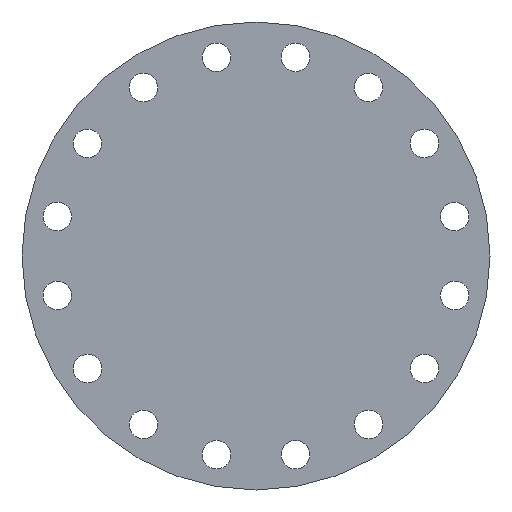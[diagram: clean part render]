
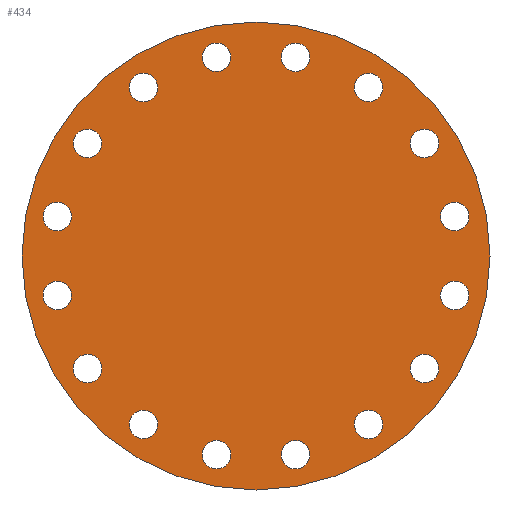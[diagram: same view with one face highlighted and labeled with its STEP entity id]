
A CAD part, front view. The second image highlights one B-rep face of the part: STEP entity #434.
In plain terms, the highlighted planar face has unit normal (0, -1, 0).
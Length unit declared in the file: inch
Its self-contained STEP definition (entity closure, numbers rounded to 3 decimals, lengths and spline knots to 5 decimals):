
#32=FACE_BOUND('',#110,.T.);
#33=FACE_BOUND('',#111,.T.);
#34=FACE_BOUND('',#112,.T.);
#35=FACE_BOUND('',#113,.T.);
#36=FACE_BOUND('',#114,.T.);
#37=FACE_BOUND('',#115,.T.);
#38=FACE_BOUND('',#116,.T.);
#39=FACE_BOUND('',#117,.T.);
#40=FACE_BOUND('',#118,.T.);
#41=FACE_BOUND('',#119,.T.);
#42=FACE_BOUND('',#120,.T.);
#43=FACE_BOUND('',#121,.T.);
#44=FACE_BOUND('',#122,.T.);
#45=FACE_BOUND('',#123,.T.);
#46=FACE_BOUND('',#124,.T.);
#47=FACE_BOUND('',#125,.T.);
#50=PLANE('',#513);
#71=FACE_OUTER_BOUND('',#109,.T.);
#109=EDGE_LOOP('',(#379));
#110=EDGE_LOOP('',(#380));
#111=EDGE_LOOP('',(#381));
#112=EDGE_LOOP('',(#382));
#113=EDGE_LOOP('',(#383));
#114=EDGE_LOOP('',(#384));
#115=EDGE_LOOP('',(#385));
#116=EDGE_LOOP('',(#386));
#117=EDGE_LOOP('',(#387));
#118=EDGE_LOOP('',(#388));
#119=EDGE_LOOP('',(#389));
#120=EDGE_LOOP('',(#390));
#121=EDGE_LOOP('',(#391));
#122=EDGE_LOOP('',(#392));
#123=EDGE_LOOP('',(#393));
#124=EDGE_LOOP('',(#394));
#125=EDGE_LOOP('',(#395));
#163=CIRCLE('',#459,0.625);
#165=CIRCLE('',#462,0.625);
#167=CIRCLE('',#465,0.625);
#169=CIRCLE('',#468,0.625);
#171=CIRCLE('',#471,0.625);
#173=CIRCLE('',#474,0.625);
#175=CIRCLE('',#477,0.625);
#177=CIRCLE('',#480,0.625);
#179=CIRCLE('',#483,0.625);
#181=CIRCLE('',#486,0.625);
#183=CIRCLE('',#489,0.625);
#185=CIRCLE('',#492,0.625);
#187=CIRCLE('',#495,0.625);
#189=CIRCLE('',#498,0.625);
#191=CIRCLE('',#501,0.625);
#193=CIRCLE('',#504,0.625);
#195=CIRCLE('',#507,10.25);
#199=VERTEX_POINT('',#652);
#201=VERTEX_POINT('',#658);
#203=VERTEX_POINT('',#664);
#205=VERTEX_POINT('',#670);
#207=VERTEX_POINT('',#676);
#209=VERTEX_POINT('',#682);
#211=VERTEX_POINT('',#688);
#213=VERTEX_POINT('',#694);
#215=VERTEX_POINT('',#700);
#217=VERTEX_POINT('',#706);
#219=VERTEX_POINT('',#712);
#221=VERTEX_POINT('',#718);
#223=VERTEX_POINT('',#724);
#225=VERTEX_POINT('',#730);
#227=VERTEX_POINT('',#736);
#229=VERTEX_POINT('',#742);
#231=VERTEX_POINT('',#748);
#236=EDGE_CURVE('',#199,#199,#163,.T.);
#239=EDGE_CURVE('',#201,#201,#165,.T.);
#242=EDGE_CURVE('',#203,#203,#167,.T.);
#245=EDGE_CURVE('',#205,#205,#169,.T.);
#248=EDGE_CURVE('',#207,#207,#171,.T.);
#251=EDGE_CURVE('',#209,#209,#173,.T.);
#254=EDGE_CURVE('',#211,#211,#175,.T.);
#257=EDGE_CURVE('',#213,#213,#177,.T.);
#260=EDGE_CURVE('',#215,#215,#179,.T.);
#263=EDGE_CURVE('',#217,#217,#181,.T.);
#266=EDGE_CURVE('',#219,#219,#183,.T.);
#269=EDGE_CURVE('',#221,#221,#185,.T.);
#272=EDGE_CURVE('',#223,#223,#187,.T.);
#275=EDGE_CURVE('',#225,#225,#189,.T.);
#278=EDGE_CURVE('',#227,#227,#191,.T.);
#281=EDGE_CURVE('',#229,#229,#193,.T.);
#284=EDGE_CURVE('',#231,#231,#195,.T.);
#379=ORIENTED_EDGE('',*,*,#284,.F.);
#380=ORIENTED_EDGE('',*,*,#236,.T.);
#381=ORIENTED_EDGE('',*,*,#239,.T.);
#382=ORIENTED_EDGE('',*,*,#242,.T.);
#383=ORIENTED_EDGE('',*,*,#245,.T.);
#384=ORIENTED_EDGE('',*,*,#248,.T.);
#385=ORIENTED_EDGE('',*,*,#251,.T.);
#386=ORIENTED_EDGE('',*,*,#254,.T.);
#387=ORIENTED_EDGE('',*,*,#257,.T.);
#388=ORIENTED_EDGE('',*,*,#260,.T.);
#389=ORIENTED_EDGE('',*,*,#263,.T.);
#390=ORIENTED_EDGE('',*,*,#266,.T.);
#391=ORIENTED_EDGE('',*,*,#269,.T.);
#392=ORIENTED_EDGE('',*,*,#272,.T.);
#393=ORIENTED_EDGE('',*,*,#275,.T.);
#394=ORIENTED_EDGE('',*,*,#278,.T.);
#395=ORIENTED_EDGE('',*,*,#281,.T.);
#434=ADVANCED_FACE('',(#71,#32,#33,#34,#35,#36,#37,#38,#39,#40,#41,#42,
#43,#44,#45,#46,#47),#50,.T.);
#459=AXIS2_PLACEMENT_3D('',#654,#521,#522);
#462=AXIS2_PLACEMENT_3D('',#660,#528,#529);
#465=AXIS2_PLACEMENT_3D('',#666,#535,#536);
#468=AXIS2_PLACEMENT_3D('',#672,#542,#543);
#471=AXIS2_PLACEMENT_3D('',#678,#549,#550);
#474=AXIS2_PLACEMENT_3D('',#684,#556,#557);
#477=AXIS2_PLACEMENT_3D('',#690,#563,#564);
#480=AXIS2_PLACEMENT_3D('',#696,#570,#571);
#483=AXIS2_PLACEMENT_3D('',#702,#577,#578);
#486=AXIS2_PLACEMENT_3D('',#708,#584,#585);
#489=AXIS2_PLACEMENT_3D('',#714,#591,#592);
#492=AXIS2_PLACEMENT_3D('',#720,#598,#599);
#495=AXIS2_PLACEMENT_3D('',#726,#605,#606);
#498=AXIS2_PLACEMENT_3D('',#732,#612,#613);
#501=AXIS2_PLACEMENT_3D('',#738,#619,#620);
#504=AXIS2_PLACEMENT_3D('',#744,#626,#627);
#507=AXIS2_PLACEMENT_3D('',#750,#633,#634);
#513=AXIS2_PLACEMENT_3D('',#759,#646,#647);
#521=DIRECTION('center_axis',(0.,1.,0.));
#522=DIRECTION('ref_axis',(0.924,0.,0.383));
#528=DIRECTION('center_axis',(0.,1.,0.));
#529=DIRECTION('ref_axis',(0.707,0.,0.707));
#535=DIRECTION('center_axis',(0.,1.,0.));
#536=DIRECTION('ref_axis',(0.383,0.,0.924));
#542=DIRECTION('center_axis',(0.,1.,0.));
#543=DIRECTION('ref_axis',(0.,0.,1.));
#549=DIRECTION('center_axis',(0.,1.,0.));
#550=DIRECTION('ref_axis',(-0.383,0.,0.924));
#556=DIRECTION('center_axis',(0.,1.,0.));
#557=DIRECTION('ref_axis',(-0.707,0.,0.707));
#563=DIRECTION('center_axis',(0.,1.,0.));
#564=DIRECTION('ref_axis',(-0.924,0.,0.383));
#570=DIRECTION('center_axis',(0.,1.,0.));
#571=DIRECTION('ref_axis',(-1.,0.,0.));
#577=DIRECTION('center_axis',(0.,1.,0.));
#578=DIRECTION('ref_axis',(-0.924,0.,-0.383));
#584=DIRECTION('center_axis',(0.,1.,0.));
#585=DIRECTION('ref_axis',(-0.707,0.,-0.707));
#591=DIRECTION('center_axis',(0.,1.,0.));
#592=DIRECTION('ref_axis',(-0.383,0.,-0.924));
#598=DIRECTION('center_axis',(0.,1.,0.));
#599=DIRECTION('ref_axis',(0.,0.,-1.));
#605=DIRECTION('center_axis',(0.,1.,0.));
#606=DIRECTION('ref_axis',(0.383,0.,-0.924));
#612=DIRECTION('center_axis',(0.,1.,0.));
#613=DIRECTION('ref_axis',(0.707,0.,-0.707));
#619=DIRECTION('center_axis',(0.,1.,0.));
#620=DIRECTION('ref_axis',(0.924,0.,-0.383));
#626=DIRECTION('center_axis',(0.,1.,0.));
#627=DIRECTION('ref_axis',(1.,0.,0.));
#633=DIRECTION('center_axis',(0.,1.,0.));
#634=DIRECTION('ref_axis',(1.,0.,0.));
#646=DIRECTION('center_axis',(0.,-1.,0.));
#647=DIRECTION('ref_axis',(0.,0.,-1.));
#652=CARTESIAN_POINT('',(4.35326,0.,-7.61847));
#654=CARTESIAN_POINT('Origin',(4.93069,0.,-7.37929));
#658=CARTESIAN_POINT('',(6.93735,0.,-5.37263));
#660=CARTESIAN_POINT('Origin',(7.37929,0.,-4.93069));
#664=CARTESIAN_POINT('',(8.46529,0.,-2.30885));
#666=CARTESIAN_POINT('Origin',(8.70447,0.,-1.73143));
#670=CARTESIAN_POINT('',(8.70447,0.,1.10643));
#672=CARTESIAN_POINT('Origin',(8.70447,0.,1.73143));
#676=CARTESIAN_POINT('',(7.61847,0.,4.35326));
#678=CARTESIAN_POINT('Origin',(7.37929,0.,4.93069));
#682=CARTESIAN_POINT('',(5.37263,0.,6.93735));
#684=CARTESIAN_POINT('Origin',(4.93069,0.,7.37929));
#688=CARTESIAN_POINT('',(2.30885,0.,8.46529));
#690=CARTESIAN_POINT('Origin',(1.73143,0.,8.70447));
#694=CARTESIAN_POINT('',(-1.10643,0.,8.70447));
#696=CARTESIAN_POINT('Origin',(-1.73143,0.,8.70447));
#700=CARTESIAN_POINT('',(-4.35326,0.,7.61847));
#702=CARTESIAN_POINT('Origin',(-4.93069,0.,7.37929));
#706=CARTESIAN_POINT('',(-6.93735,0.,5.37263));
#708=CARTESIAN_POINT('Origin',(-7.37929,0.,4.93069));
#712=CARTESIAN_POINT('',(-8.46529,0.,2.30885));
#714=CARTESIAN_POINT('Origin',(-8.70447,0.,1.73143));
#718=CARTESIAN_POINT('',(-8.70447,0.,-1.10643));
#720=CARTESIAN_POINT('Origin',(-8.70447,0.,-1.73143));
#724=CARTESIAN_POINT('',(-7.61847,0.,-4.35326));
#726=CARTESIAN_POINT('Origin',(-7.37929,0.,-4.93069));
#730=CARTESIAN_POINT('',(-5.37263,0.,-6.93735));
#732=CARTESIAN_POINT('Origin',(-4.93069,0.,-7.37929));
#736=CARTESIAN_POINT('',(-2.30885,0.,-8.46529));
#738=CARTESIAN_POINT('Origin',(-1.73143,0.,-8.70447));
#742=CARTESIAN_POINT('',(1.10643,0.,-8.70447));
#744=CARTESIAN_POINT('Origin',(1.73143,0.,-8.70447));
#748=CARTESIAN_POINT('',(10.25,0.,0.));
#750=CARTESIAN_POINT('Origin',(0.,0.,0.));
#759=CARTESIAN_POINT('Origin',(-10.25,0.,0.));
